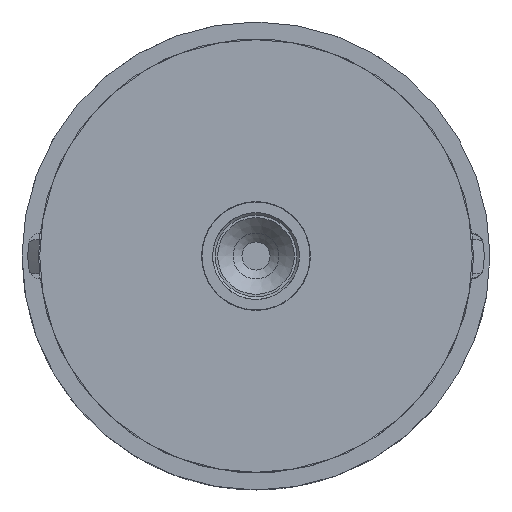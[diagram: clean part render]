
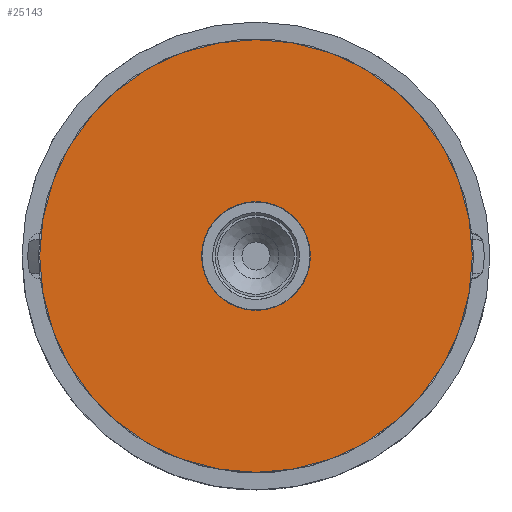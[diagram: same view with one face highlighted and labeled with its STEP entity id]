
A CAD part, front view. The second image highlights one B-rep face of the part: STEP entity #25143.
In plain terms, the highlighted planar face has unit normal (0, -1, 0).
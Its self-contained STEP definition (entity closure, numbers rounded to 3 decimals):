
#24888=CARTESIAN_POINT('',(36.555,86.568,-52.253));
#24889=VERTEX_POINT('',#24888);
#24890=CARTESIAN_POINT('',(36.555,86.568,-26.828));
#24891=DIRECTION('',(0.,1.0,0.));
#24892=DIRECTION('',(0.,0.,-1.0));
#24893=AXIS2_PLACEMENT_3D('',#24890,#24891,#24892);
#24894=CIRCLE('',#24893,25.425);
#24895=EDGE_CURVE('',#24889,#24889,#24894,.T.);
#25109=CARTESIAN_POINT('',(36.555,86.568,-33.228));
#25110=VERTEX_POINT('',#25109);
#25111=CARTESIAN_POINT('',(36.555,86.568,-26.828));
#25112=DIRECTION('',(0.,1.0,0.));
#25113=DIRECTION('',(0.,0.,-1.0));
#25114=AXIS2_PLACEMENT_3D('',#25111,#25112,#25113);
#25115=CIRCLE('',#25114,6.4);
#25116=EDGE_CURVE('',#25110,#25110,#25115,.T.);
#25132=CARTESIAN_POINT('',(36.555,86.568,-42.74));
#25133=DIRECTION('',(0.0,-1.0,0.0));
#25134=DIRECTION('',(1.0,0.0,0.));
#25135=AXIS2_PLACEMENT_3D('',#25132,#25133,#25134);
#25136=PLANE('',#25135);
#25137=ORIENTED_EDGE('',*,*,#24895,.F.);
#25138=EDGE_LOOP('',(#25137));
#25139=FACE_OUTER_BOUND('',#25138,.T.);
#25140=ORIENTED_EDGE('',*,*,#25116,.T.);
#25141=EDGE_LOOP('',(#25140));
#25142=FACE_BOUND('',#25141,.T.);
#25143=ADVANCED_FACE('',(#25139,#25142),#25136,.T.);
